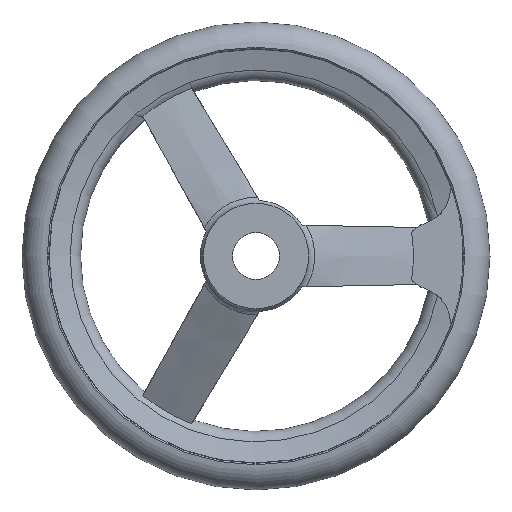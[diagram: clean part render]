
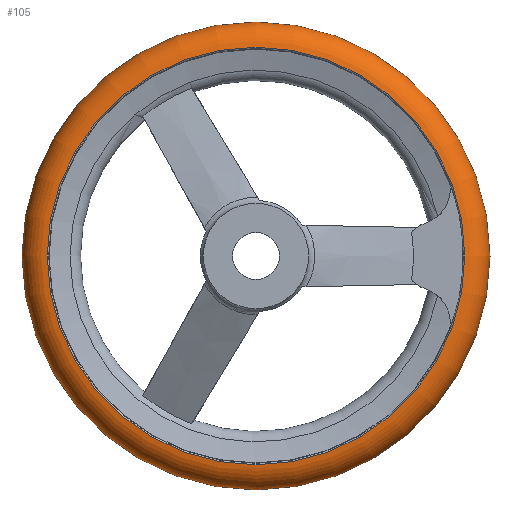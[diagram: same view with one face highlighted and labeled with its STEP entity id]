
A CAD part, front view. The second image highlights one B-rep face of the part: STEP entity #105.
In plain terms, the highlighted toroidal (fillet/blend) face has major radius 71 mm and minor radius 9 mm.
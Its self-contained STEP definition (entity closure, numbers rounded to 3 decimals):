
#105 = ADVANCED_FACE( '', ( #228, #229, #230 ), #231, .T. );
#228 = FACE_BOUND( '', #364, .T. );
#229 = FACE_OUTER_BOUND( '', #365, .T. );
#230 = FACE_OUTER_BOUND( '', #366, .T. );
#231 = TOROIDAL_SURFACE( '', #367, 71., 9. );
#364 = VERTEX_LOOP( '', #617 );
#365 = EDGE_LOOP( '', ( #618 ) );
#366 = EDGE_LOOP( '', ( #619 ) );
#367 = AXIS2_PLACEMENT_3D( '', #620, #621, #622 );
#617 = VERTEX_POINT( '', #847 );
#618 = ORIENTED_EDGE( '', *, *, #848, .T. );
#619 = ORIENTED_EDGE( '', *, *, #832, .F. );
#620 = CARTESIAN_POINT( '', ( 0., 31., 0. ) );
#621 = DIRECTION( '', ( 0., -1., 0. ) );
#622 = DIRECTION( '', ( 0., 0., -1. ) );
#832 = EDGE_CURVE( '', #1015, #1015, #1016, .T. );
#847 = CARTESIAN_POINT( '', ( 0., 31., -80. ) );
#848 = EDGE_CURVE( '', #1034, #1034, #1035, .T. );
#1015 = VERTEX_POINT( '', #1484 );
#1016 = CIRCLE( '', #1485, 71.375 );
#1034 = VERTEX_POINT( '', #1551 );
#1035 = CIRCLE( '', #1552, 71.375 );
#1484 = CARTESIAN_POINT( '', ( 0., 22.008, -71.375 ) );
#1485 = AXIS2_PLACEMENT_3D( '', #1762, #1763, #1764 );
#1551 = CARTESIAN_POINT( '', ( 0., 39.992, -71.375 ) );
#1552 = AXIS2_PLACEMENT_3D( '', #1771, #1772, #1773 );
#1762 = CARTESIAN_POINT( '', ( 0., 22.008, 0. ) );
#1763 = DIRECTION( '', ( 0., -1., 0. ) );
#1764 = DIRECTION( '', ( 0., 0., -1. ) );
#1771 = CARTESIAN_POINT( '', ( 0., 39.992, 0. ) );
#1772 = DIRECTION( '', ( 0., -1., 0. ) );
#1773 = DIRECTION( '', ( 0., 0., -1. ) );
